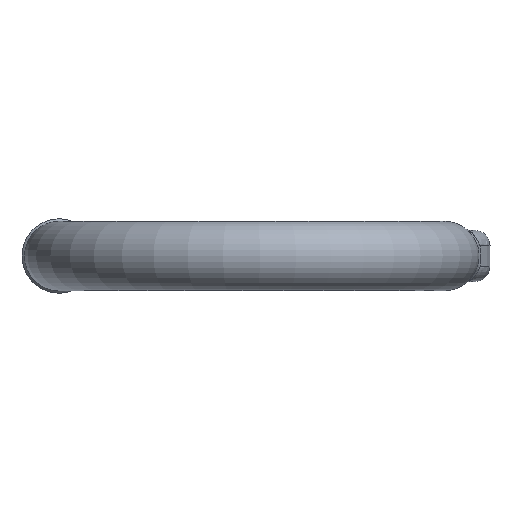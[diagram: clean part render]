
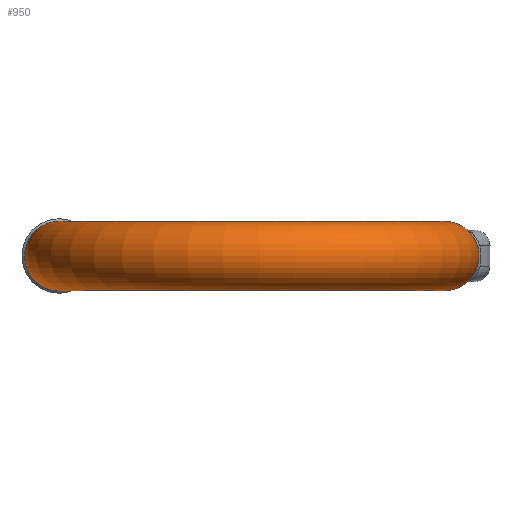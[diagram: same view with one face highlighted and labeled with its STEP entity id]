
A CAD part, front view. The second image highlights one B-rep face of the part: STEP entity #950.
In plain terms, the highlighted toroidal (fillet/blend) face has major radius 64 mm and minor radius 11.5 mm.
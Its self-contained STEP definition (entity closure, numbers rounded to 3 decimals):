
#437=TOROIDAL_SURFACE('',#2912,64.,11.5);
#950=ADVANCED_FACE('',(#1148,#1149),#437,.T.);
#1148=FACE_BOUND('',#1174,.T.);
#1149=FACE_BOUND('',#1175,.T.);
#1174=EDGE_LOOP('',(#1393));
#1175=EDGE_LOOP('',(#1394));
#1393=ORIENTED_EDGE('',*,*,#2464,.T.);
#1394=ORIENTED_EDGE('',*,*,#2430,.F.);
#2172=VERTEX_POINT('',#3548);
#2206=VERTEX_POINT('',#3758);
#2430=EDGE_CURVE('',#2172,#2172,#2837,.T.);
#2464=EDGE_CURVE('',#2206,#2206,#2839,.T.);
#2837=CIRCLE('',#2902,11.5);
#2839=CIRCLE('',#2910,11.5);
#2902=AXIS2_PLACEMENT_3D('',#3547,#3075,#3076);
#2910=AXIS2_PLACEMENT_3D('',#3757,#3099,#3100);
#2912=AXIS2_PLACEMENT_3D('',#3760,#3103,#3104);
#3075=DIRECTION('',(0.,1.,0.));
#3076=DIRECTION('',(-1.,0.,0.));
#3099=DIRECTION('',(0.,-1.,0.));
#3100=DIRECTION('',(1.,0.,0.));
#3103=DIRECTION('',(0.,0.,1.));
#3104=DIRECTION('',(1.,0.,0.));
#3547=CARTESIAN_POINT('',(-64.,-32.5,0.));
#3548=CARTESIAN_POINT('',(-75.5,-32.5,0.));
#3757=CARTESIAN_POINT('',(64.,-32.5,0.));
#3758=CARTESIAN_POINT('',(75.5,-32.5,0.));
#3760=CARTESIAN_POINT('',(0.,-32.5,0.));
